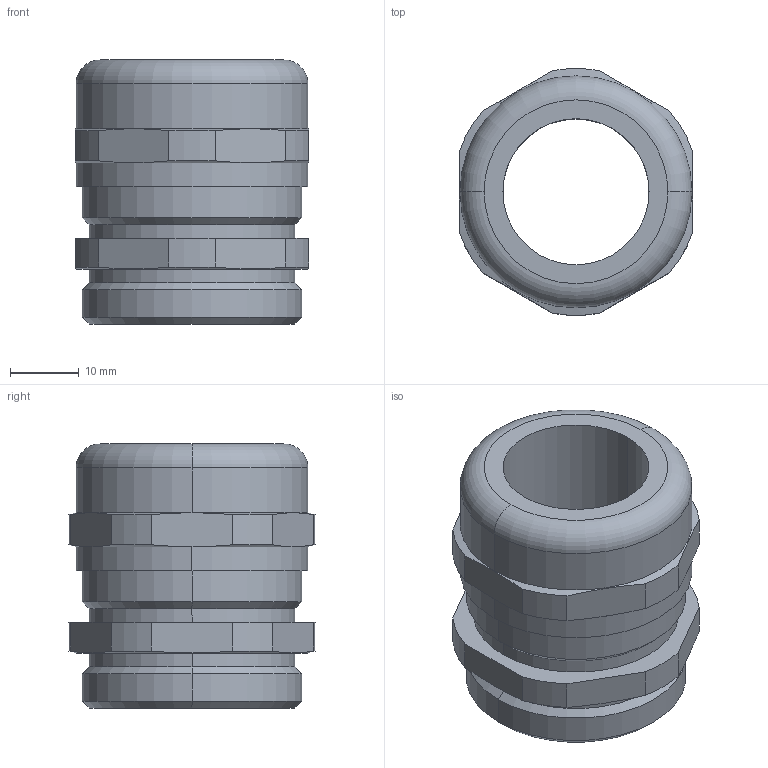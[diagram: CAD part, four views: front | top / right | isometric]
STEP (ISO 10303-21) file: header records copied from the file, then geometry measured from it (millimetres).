
FILE_DESCRIPTION(('SolidDesigner STEP Export'),'2;1');
FILE_NAME('1411191_G_INSEC_M32_M68N_NCRS_S-select.stp','2014-04-09T 9:15:32',(''),(''),'Creo Elements/Direct Modeling STEP processor for AP214 (Solid Model)','Creo Elements/Direct Modeling 18.1B 29-Sep-2012 (C) Parametric Technology GmbH','');
FILE_SCHEMA(('AUTOMOTIVE_DESIGN { 1 0 10303 214 1 1 1 1 }'));
Length unit declared in the file: millimetre
Products named in the file (2): 1411191_G_INSEC_M32_M68N_NCRS_S-select
Assembly tree (1 placements, depth 2):
  1411191_G_INSEC_M32_M68N_NCRS_S-select
    1411191_G_INSEC_M32_M68N_NCRS_S-select
Bounding box: 34 x 35.93 x 38.49 mm (x, y, z)
Volume: 18840.2 mm3; surface area: 8188.8 mm2
Topology: 1 solids, 1 shells, 60 faces, 146 edges, 92 vertices
Faces by surface type: cylinder 28, plane 18, cone 12, torus 2
Entity records: 3070 total; most frequent: CARTESIAN_POINT 1151, ORIENTED_EDGE 292, DIRECTION 284, EDGE_CURVE 146, AXIS2_PLACEMENT_3D 113, VERTEX_POINT 92, EDGE_LOOP 66, COLOUR_RGB 61
